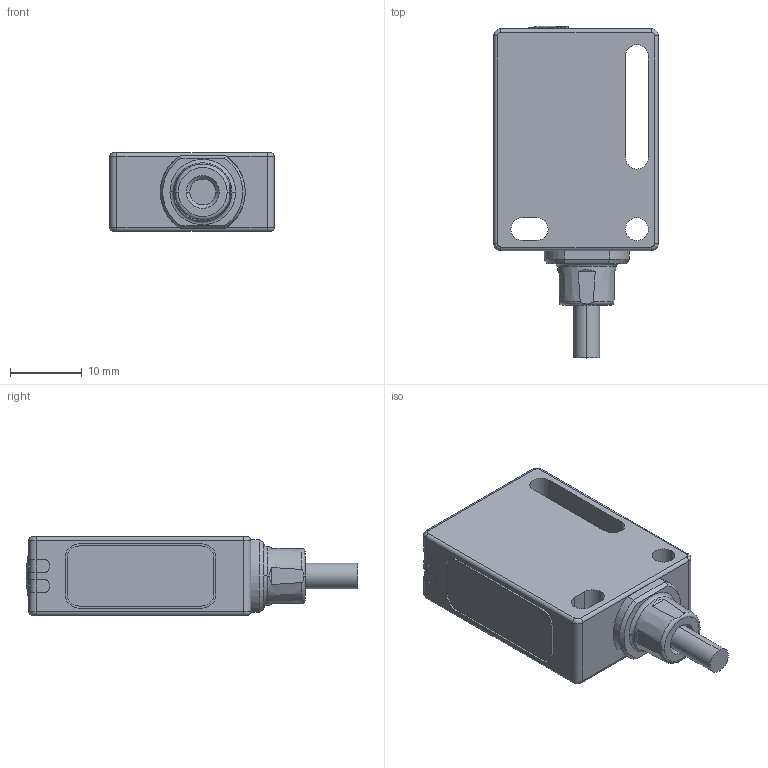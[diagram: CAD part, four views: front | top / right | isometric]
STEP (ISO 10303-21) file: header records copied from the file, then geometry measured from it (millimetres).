
FILE_DESCRIPTION((''),'2;1');
FILE_NAME('CAD0820_ML7-8-H_115','2006-12-19T',('mflender'),(''),'PRO/ENGINEER BY PARAMETRIC TECHNOLOGY CORPORATION, 2006140','PRO/ENGINEER BY PARAMETRIC TECHNOLOGY CORPORATION, 2006140','');
FILE_SCHEMA(('CONFIG_CONTROL_DESIGN'));
Length unit declared in the file: millimetre
Products named in the file (1): CAD0820_ML7-8-H_115
Bounding box: 23 x 46.4 x 11 mm (x, y, z)
Volume: 7526.5 mm3; surface area: 3435.8 mm2
Topology: 1 solids, 1 shells, 161 faces, 445 edges, 302 vertices
Faces by surface type: plane 74, cylinder 61, torus 10, cone 9, bspline 6, sphere 1
Entity records: 6855 total; most frequent: CARTESIAN_POINT 1276, DIRECTION 880, ORIENTED_EDGE 866, PRESENTATION_STYLE_ASSIGNMENT 447, STYLED_ITEM 447, CURVE_STYLE 446, EDGE_CURVE 433, AXIS2_PLACEMENT_3D 327
